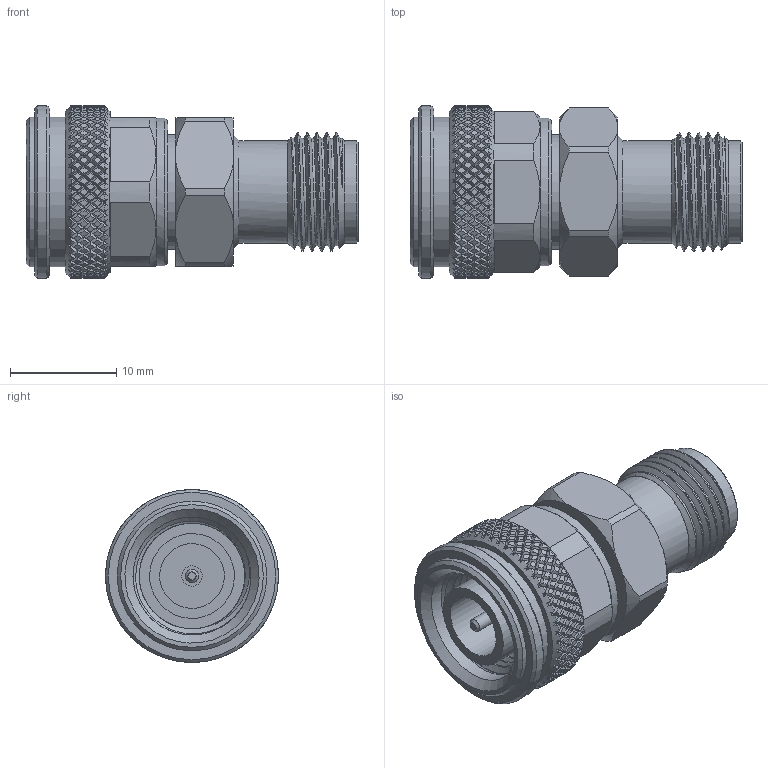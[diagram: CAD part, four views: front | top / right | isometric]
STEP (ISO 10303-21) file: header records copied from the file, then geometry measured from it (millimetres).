
FILE_DESCRIPTION (( 'STEP AP203' ), '1' );
FILE_NAME ('SM4087_3D.step', '2022-01-07T16:23:38', ( '' ), ( '' ), 'SwSTEP 2.0', 'SolidWorks 2021', '' );
FILE_SCHEMA (( 'CONFIG_CONTROL_DESIGN' ));
Length unit declared in the file: inch
Products named in the file (1): SM4087_3D
Bounding box: 31.24 x 16.27 x 16.27 mm (x, y, z)
Volume: 3390.6 mm3; surface area: 3108.2 mm2
Topology: 1 solids, 1 shells, 1834 faces, 3931 edges, 2115 vertices
Faces by surface type: bspline 1406, cylinder 333, plane 61, cone 34
Full cylindrical faces by diameter (mm): 1.27 x1, 1.346 x1, 1.854 x1, 1.905 x1, 4.572 x1, 6.096 x1, 7.976 x1, 9.652 x2, 10.822 x1, 11.113 x6, 13.926 x1, 14.047 x1, 14.084 x1, 15.193 x1, 16.271 x1
Entity records: 68810 total; most frequent: CARTESIAN_POINT 44950, ORIENTED_EDGE 7724, EDGE_CURVE 3862, VERTEX_POINT 2085, EDGE_LOOP 1875, FACE_OUTER_BOUND 1843, ADVANCED_FACE 1827, B_SPLINE_CURVE_WITH_KNOTS 1752
